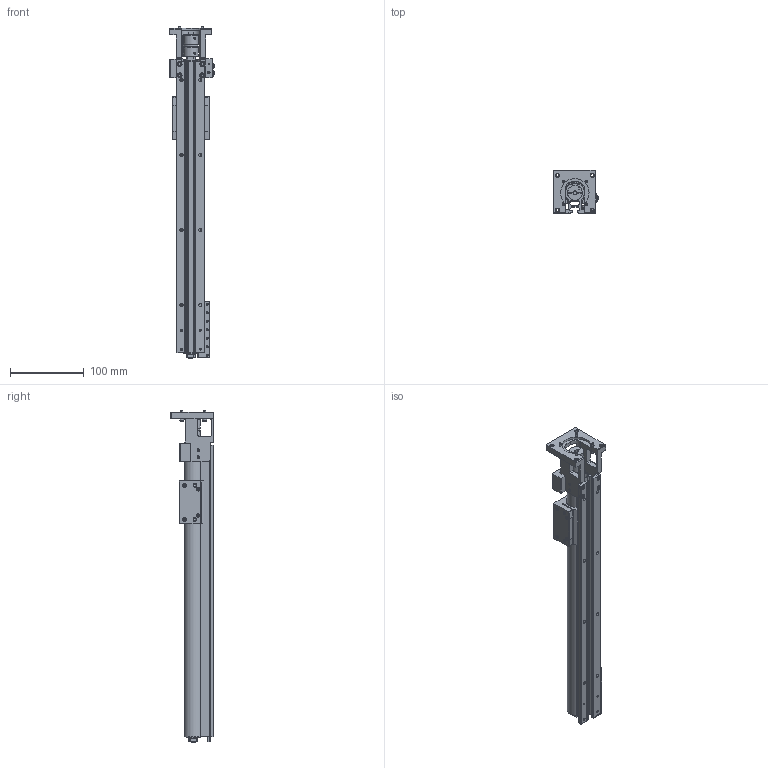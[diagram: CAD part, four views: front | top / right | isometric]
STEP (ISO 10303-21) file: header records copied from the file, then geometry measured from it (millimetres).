
FILE_DESCRIPTION (( 'STEP AP214' ), '1' );
FILE_NAME ('LACP2-16T12LP5.step', '2017-08-21T19:43:40', ( '' ), ( '' ), 'SwSTEP 2.0', 'SolidWorks 2017', '' );
FILE_SCHEMA (( 'AUTOMOTIVE_DESIGN' ));
Length unit declared in the file: inch
Products named in the file (3): LACP2-16T12LP5_BLOCK; LACP2-16T12LP5_BODY; LACP2-16T12LP5
Assembly tree (2 placements, depth 2):
  LACP2-16T12LP5
    LACP2-16T12LP5_BODY
    LACP2-16T12LP5_BLOCK
Bounding box: 60.2 x 57.78 x 449.59 mm (x, y, z)
Volume: 316720.9 mm3; surface area: 188739.9 mm2
Topology: 46 solids, 48 shells, 1240 faces, 3062 edges, 1932 vertices
Faces by surface type: plane 502, cylinder 469, cone 222, bspline 39, torus 8
Entity records: 39348 total; most frequent: CARTESIAN_POINT 8518, DIRECTION 6582, ORIENTED_EDGE 6024, EDGE_CURVE 3012, AXIS2_PLACEMENT_3D 2440, VERTEX_POINT 1932, VECTOR 1702, LINE 1702
